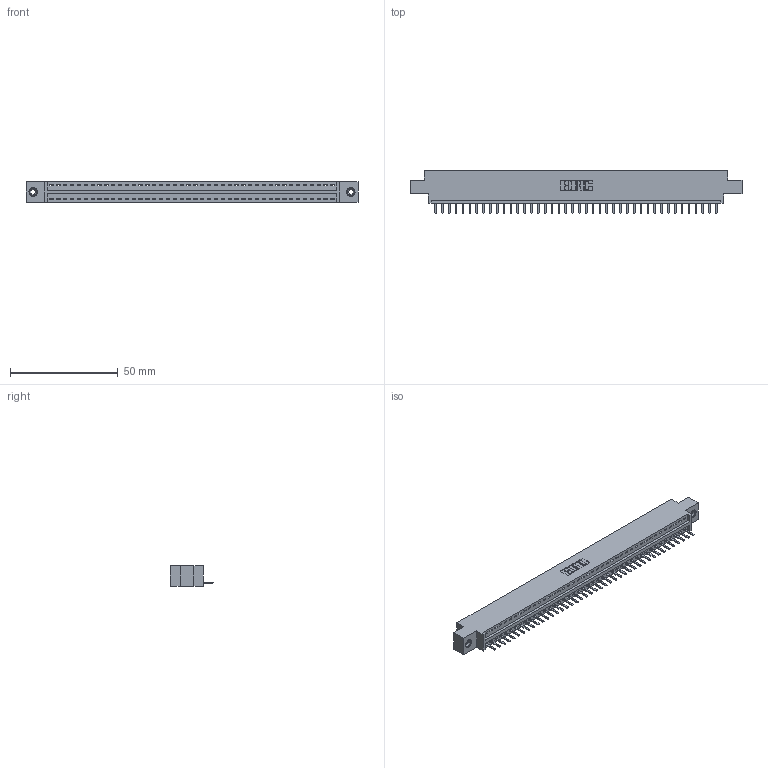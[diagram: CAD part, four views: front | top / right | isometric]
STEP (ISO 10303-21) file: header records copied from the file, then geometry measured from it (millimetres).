
FILE_DESCRIPTION (( 'STEP AP203' ), '1' );
FILE_NAME ('396-042-520-608.STEP', '2019-10-27T21:27:56', ( '' ), ( '' ), 'SwSTEP 2.0', 'SolidWorks 2016', '' );
FILE_SCHEMA (( 'CONFIG_CONTROL_DESIGN' ));
Length unit declared in the file: inch
Products named in the file (4): 345-250-001_345-250-003-102; 346 Part_0.170 Offset - 0.156 Dia-TI; 396-042-520-608; 345-292-001_345-293-120
Assembly tree (45 placements, depth 2):
  396-042-520-608
    346 Part_0.170 Offset - 0.156 Dia-TI
    345-292-001_345-293-120  x42
    345-250-001_345-250-003-102  x2
Bounding box: 153.92 x 20.02 x 9.4 mm (x, y, z)
Volume: 14452 mm3; surface area: 17842 mm2
Topology: 45 solids, 45 shells, 2790 faces, 8205 edges, 5350 vertices
Faces by surface type: plane 1876, cylinder 898, cone 12, torus 4
Entity records: 27498 total; most frequent: CARTESIAN_POINT 4709, ORIENTED_EDGE 4666, DIRECTION 4167, EDGE_CURVE 2333, VECTOR 2009, LINE 2009, VERTEX_POINT 1548, AXIS2_PLACEMENT_3D 1079
